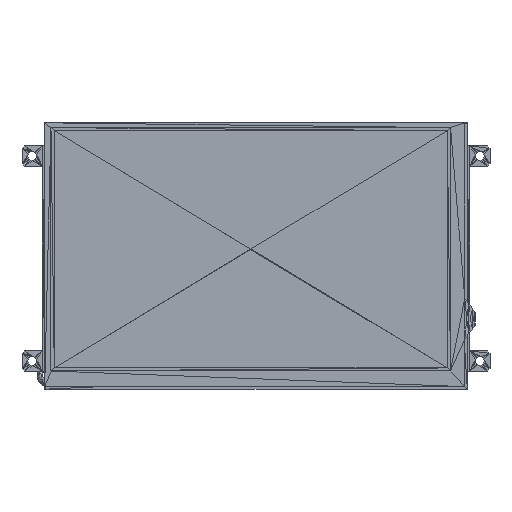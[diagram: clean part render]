
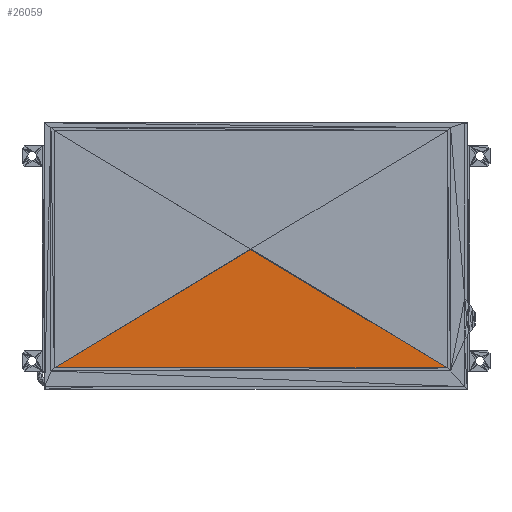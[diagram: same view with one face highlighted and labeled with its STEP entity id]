
A CAD part, top view. The second image highlights one B-rep face of the part: STEP entity #26059.
In plain terms, the highlighted planar face has unit normal (0, 0, 1).
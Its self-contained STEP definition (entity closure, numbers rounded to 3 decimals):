
#25996 = VERTEX_POINT('',#25997);
#25997 = CARTESIAN_POINT('',(12.6,8.3,11.5));
#26040 = EDGE_CURVE('',#26041,#25996,#26043,.T.);
#26041 = VERTEX_POINT('',#26042);
#26042 = CARTESIAN_POINT('',(166.,8.3,11.5));
#26043 = LINE('',#26044,#26045);
#26044 = CARTESIAN_POINT('',(166.,8.3,11.5));
#26045 = VECTOR('',#26046,1.);
#26046 = DIRECTION('',(-1.,0.,0.));
#26059 = ADVANCED_FACE('',(#26060),#26077,.T.);
#26060 = FACE_BOUND('',#26061,.T.);
#26061 = EDGE_LOOP('',(#26062,#26070,#26071));
#26062 = ORIENTED_EDGE('',*,*,#26063,.F.);
#26063 = EDGE_CURVE('',#25996,#26064,#26066,.T.);
#26064 = VERTEX_POINT('',#26065);
#26065 = CARTESIAN_POINT('',(89.262,54.508,11.5));
#26066 = LINE('',#26067,#26068);
#26067 = CARTESIAN_POINT('',(12.6,8.3,11.5));
#26068 = VECTOR('',#26069,1.);
#26069 = DIRECTION('',(0.856,0.516,0.));
#26070 = ORIENTED_EDGE('',*,*,#26040,.F.);
#26071 = ORIENTED_EDGE('',*,*,#26072,.T.);
#26072 = EDGE_CURVE('',#26041,#26064,#26073,.T.);
#26073 = LINE('',#26074,#26075);
#26074 = CARTESIAN_POINT('',(166.,8.3,11.5));
#26075 = VECTOR('',#26076,1.);
#26076 = DIRECTION('',(-0.857,0.516,0.));
#26077 = PLANE('',#26078);
#26078 = AXIS2_PLACEMENT_3D('',#26079,#26080,#26081);
#26079 = CARTESIAN_POINT('',(89.262,54.508,11.5));
#26080 = DIRECTION('',(0.,0.,1.));
#26081 = DIRECTION('',(0.856,0.516,-0.));
